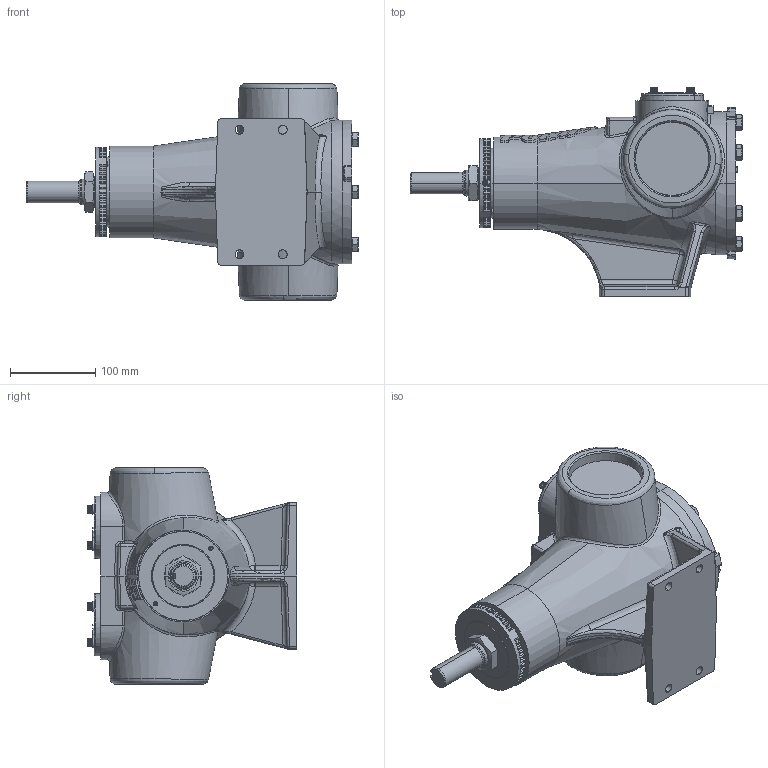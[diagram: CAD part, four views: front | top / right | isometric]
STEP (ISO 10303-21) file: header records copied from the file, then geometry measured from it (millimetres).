
FILE_DESCRIPTION (( 'STEP AP214' ), '1' );
FILE_NAME ('AL4195.STEP', '2017-02-20T22:15:22', ( '' ), ( '' ), 'SwSTEP 2.0', 'SolidWorks 2016', '' );
FILE_SCHEMA (( 'AUTOMOTIVE_DESIGN' ));
Length unit declared in the file: inch
Products named in the file (1): AL4195
Bounding box: 389.86 x 245.94 x 254 mm (x, y, z)
Volume: 6339282.5 mm3; surface area: 312619.7 mm2
Topology: 1 solids, 1 shells, 1570 faces, 4092 edges, 2586 vertices
Faces by surface type: plane 657, cylinder 439, bspline 217, cone 195, torus 44, sphere 18
Entity records: 85846 total; most frequent: CARTESIAN_POINT 34721, ORIENTED_EDGE 8144, DIRECTION 6778, EDGE_CURVE 4072, AXIS2_PLACEMENT_3D 2621, VERTEX_POINT 2586, EDGE_LOOP 1660, FACE_OUTER_BOUND 1570
